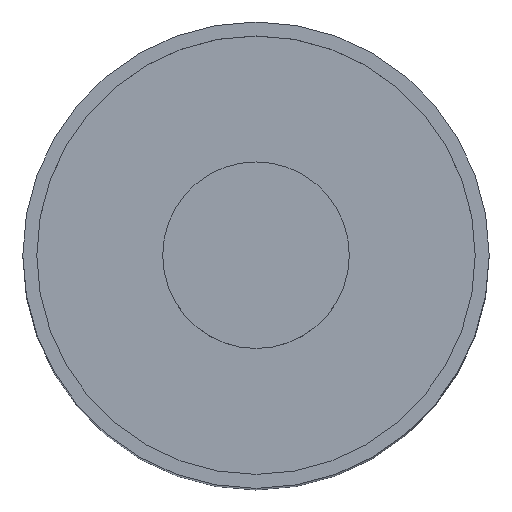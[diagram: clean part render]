
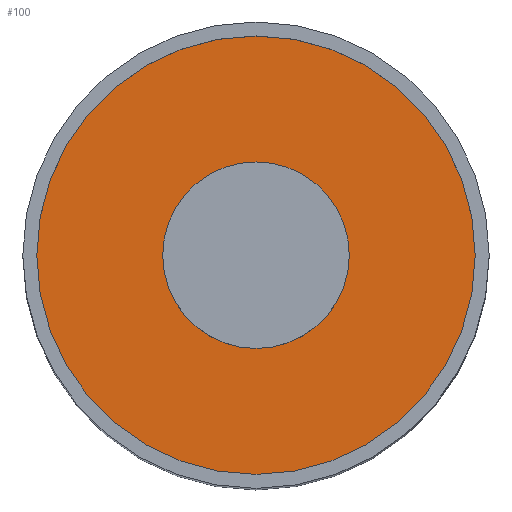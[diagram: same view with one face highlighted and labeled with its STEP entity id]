
A CAD part, top view. The second image highlights one B-rep face of the part: STEP entity #100.
In plain terms, the highlighted planar face has unit normal (0, 0, 1).
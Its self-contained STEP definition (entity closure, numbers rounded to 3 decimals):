
#27 = EDGE_CURVE ( 'NONE', #93, #151, #263, .T. ) ;
#28 = AXIS2_PLACEMENT_3D ( 'NONE', #118, #258, #235 ) ;
#32 = DIRECTION ( 'NONE',  ( 0., 0., 1. ) ) ;
#38 = AXIS2_PLACEMENT_3D ( 'NONE', #295, #43, #136 ) ;
#39 = VERTEX_POINT ( 'NONE', #90 ) ;
#43 = DIRECTION ( 'NONE',  ( 0., 0., 1. ) ) ;
#57 = VERTEX_POINT ( 'NONE', #115 ) ;
#65 = CIRCLE ( 'NONE', #28, 2. ) ;
#71 = AXIS2_PLACEMENT_3D ( 'NONE', #163, #166, #213 ) ;
#77 = ORIENTED_EDGE ( 'NONE', *, *, #276, .F. ) ;
#86 = DIRECTION ( 'NONE',  ( 0., 0., 1. ) ) ;
#90 = CARTESIAN_POINT ( 'NONE',  ( 4.7, 0., 19.2 ) ) ;
#93 = VERTEX_POINT ( 'NONE', #183 ) ;
#100 = ADVANCED_FACE ( 'NONE', ( #161, #204 ), #112, .T. ) ;
#110 = DIRECTION ( 'NONE',  ( 1., 0., 0. ) ) ;
#112 = PLANE ( 'NONE',  #38 ) ;
#115 = CARTESIAN_POINT ( 'NONE',  ( -4.7, 0., 19.2 ) ) ;
#118 = CARTESIAN_POINT ( 'NONE',  ( 0., 0., 19.2 ) ) ;
#126 = ORIENTED_EDGE ( 'NONE', *, *, #207, .T. ) ;
#132 = CARTESIAN_POINT ( 'NONE',  ( 0., 0., 19.2 ) ) ;
#135 = CIRCLE ( 'NONE', #160, 4.7 ) ;
#136 = DIRECTION ( 'NONE',  ( 1., 0., 0. ) ) ;
#151 = VERTEX_POINT ( 'NONE', #300 ) ;
#153 = ORIENTED_EDGE ( 'NONE', *, *, #165, .T. ) ;
#160 = AXIS2_PLACEMENT_3D ( 'NONE', #293, #86, #180 ) ;
#161 = FACE_BOUND ( 'NONE', #176, .T. ) ;
#163 = CARTESIAN_POINT ( 'NONE',  ( 0., 0., 19.2 ) ) ;
#165 = EDGE_CURVE ( 'NONE', #57, #39, #135, .T. ) ;
#166 = DIRECTION ( 'NONE',  ( 0., 0., 1. ) ) ;
#175 = ORIENTED_EDGE ( 'NONE', *, *, #27, .F. ) ;
#176 = EDGE_LOOP ( 'NONE', ( #175, #77 ) ) ;
#180 = DIRECTION ( 'NONE',  ( 1., 0., 0. ) ) ;
#183 = CARTESIAN_POINT ( 'NONE',  ( 2., 0., 19.2 ) ) ;
#204 = FACE_OUTER_BOUND ( 'NONE', #268, .T. ) ;
#207 = EDGE_CURVE ( 'NONE', #39, #57, #212, .T. ) ;
#212 = CIRCLE ( 'NONE', #71, 4.7 ) ;
#213 = DIRECTION ( 'NONE',  ( 1., 0., 0. ) ) ;
#235 = DIRECTION ( 'NONE',  ( 1., 0., 0. ) ) ;
#250 = AXIS2_PLACEMENT_3D ( 'NONE', #132, #32, #110 ) ;
#258 = DIRECTION ( 'NONE',  ( 0., 0., 1. ) ) ;
#263 = CIRCLE ( 'NONE', #250, 2. ) ;
#268 = EDGE_LOOP ( 'NONE', ( #126, #153 ) ) ;
#276 = EDGE_CURVE ( 'NONE', #151, #93, #65, .T. ) ;
#293 = CARTESIAN_POINT ( 'NONE',  ( 0., 0., 19.2 ) ) ;
#295 = CARTESIAN_POINT ( 'NONE',  ( 0., 0., 19.2 ) ) ;
#300 = CARTESIAN_POINT ( 'NONE',  ( -2., 0., 19.2 ) ) ;
